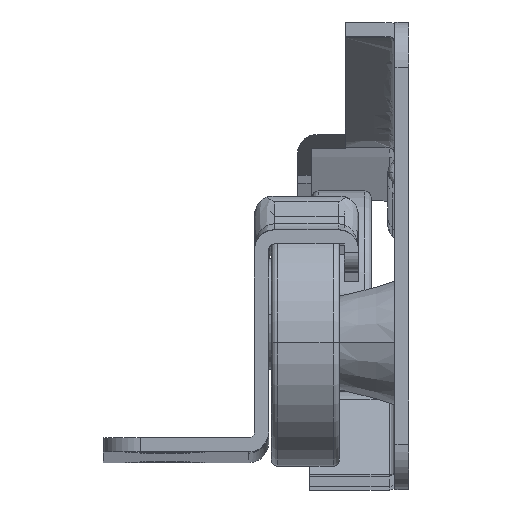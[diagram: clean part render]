
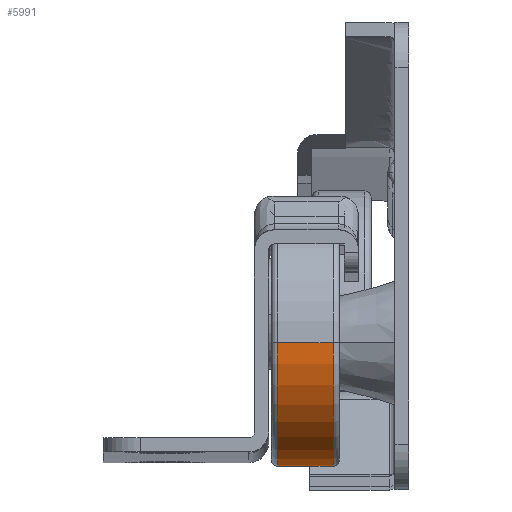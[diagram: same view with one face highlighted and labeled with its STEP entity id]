
A CAD part, top view. The second image highlights one B-rep face of the part: STEP entity #5991.
In plain terms, the highlighted cylindrical face has radius 10 mm (diameter 20 mm), a partial arc.
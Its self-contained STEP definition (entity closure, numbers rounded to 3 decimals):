
#305 = CARTESIAN_POINT ( 'NONE',  ( -15.516, 5., 459.44 ) ) ;
#370 = DIRECTION ( 'NONE',  ( 1., 0., 0. ) ) ;
#444 = CARTESIAN_POINT ( 'NONE',  ( -11.016, 5., 439.44 ) ) ;
#1257 = CYLINDRICAL_SURFACE ( 'NONE', #8121, 10. ) ;
#2080 = EDGE_LOOP ( 'NONE', ( #6933, #11003, #4019, #6193 ) ) ;
#2257 = FACE_OUTER_BOUND ( 'NONE', #2080, .T. ) ;
#2542 = DIRECTION ( 'NONE',  ( 1., 0., 0. ) ) ;
#3125 = VECTOR ( 'NONE', #12435, 1000. ) ;
#4019 = ORIENTED_EDGE ( 'NONE', *, *, #9067, .F. ) ;
#4047 = AXIS2_PLACEMENT_3D ( 'NONE', #12876, #10909, #7972 ) ;
#5239 = AXIS2_PLACEMENT_3D ( 'NONE', #9666, #2542, #9793 ) ;
#5307 = DIRECTION ( 'NONE',  ( 1., 0., 0. ) ) ;
#5437 = CIRCLE ( 'NONE', #5239, 10. ) ;
#5991 = ADVANCED_FACE ( 'NONE', ( #2257 ), #1257, .T. ) ;
#6193 = ORIENTED_EDGE ( 'NONE', *, *, #9960, .F. ) ;
#6300 = CARTESIAN_POINT ( 'NONE',  ( -16.016, 5., 449.44 ) ) ;
#6598 = LINE ( 'NONE', #10686, #7770 ) ;
#6933 = ORIENTED_EDGE ( 'NONE', *, *, #8388, .F. ) ;
#7770 = VECTOR ( 'NONE', #370, 1000. ) ;
#7972 = DIRECTION ( 'NONE',  ( 0., 0., -1. ) ) ;
#8121 = AXIS2_PLACEMENT_3D ( 'NONE', #6300, #5307, #9194 ) ;
#8198 = VERTEX_POINT ( 'NONE', #11311 ) ;
#8330 = CARTESIAN_POINT ( 'NONE',  ( -16.016, 5., 439.44 ) ) ;
#8388 = EDGE_CURVE ( 'NONE', #11384, #9682, #12112, .T. ) ;
#8396 = LINE ( 'NONE', #8330, #3125 ) ;
#8471 = CARTESIAN_POINT ( 'NONE',  ( -15.516, 5., 439.44 ) ) ;
#8731 = VERTEX_POINT ( 'NONE', #444 ) ;
#8900 = EDGE_CURVE ( 'NONE', #11384, #8731, #8396, .T. ) ;
#9067 = EDGE_CURVE ( 'NONE', #8198, #8731, #5437, .T. ) ;
#9194 = DIRECTION ( 'NONE',  ( 0., 0., 1. ) ) ;
#9666 = CARTESIAN_POINT ( 'NONE',  ( -11.016, 5., 449.44 ) ) ;
#9682 = VERTEX_POINT ( 'NONE', #305 ) ;
#9793 = DIRECTION ( 'NONE',  ( 0., 0., -1. ) ) ;
#9960 = EDGE_CURVE ( 'NONE', #9682, #8198, #6598, .T. ) ;
#10686 = CARTESIAN_POINT ( 'NONE',  ( -16.016, 5., 459.44 ) ) ;
#10909 = DIRECTION ( 'NONE',  ( -1., 0., 0. ) ) ;
#11003 = ORIENTED_EDGE ( 'NONE', *, *, #8900, .T. ) ;
#11311 = CARTESIAN_POINT ( 'NONE',  ( -11.016, 5., 459.44 ) ) ;
#11384 = VERTEX_POINT ( 'NONE', #8471 ) ;
#12112 = CIRCLE ( 'NONE', #4047, 10. ) ;
#12435 = DIRECTION ( 'NONE',  ( 1., 0., 0. ) ) ;
#12876 = CARTESIAN_POINT ( 'NONE',  ( -15.516, 5., 449.44 ) ) ;
